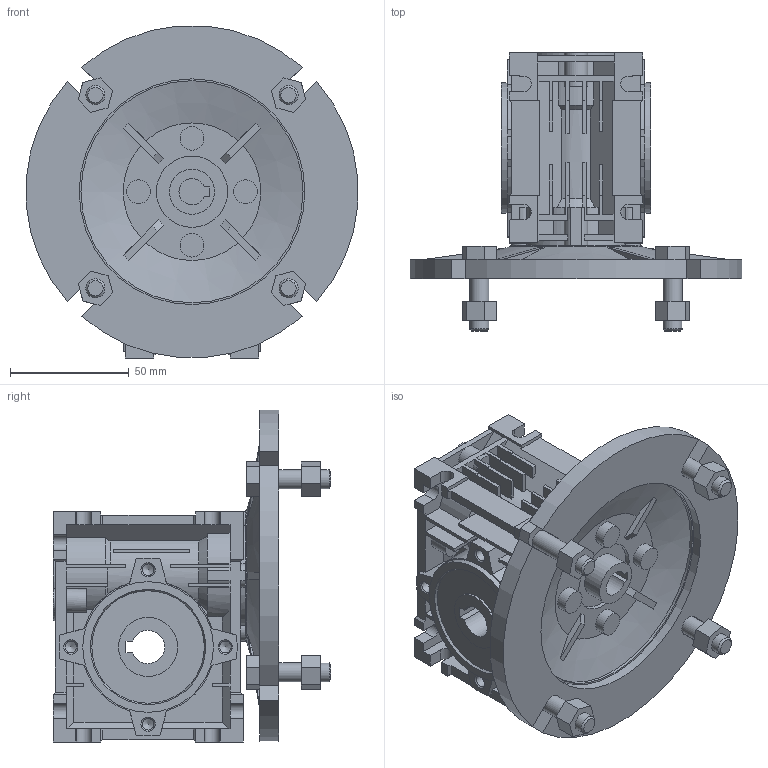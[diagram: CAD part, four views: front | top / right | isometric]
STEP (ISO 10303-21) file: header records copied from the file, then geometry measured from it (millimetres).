
FILE_DESCRIPTION(('STEP AP203'), '1');
FILE_NAME('凎劌膷闉 NMRV 030(63B5)', '', ('UNSPECIFIED'), ('UNSPECIFIED'), 'ASCON STEP Converter 1.3', 'ASCON Math Kernel', '');
FILE_SCHEMA(('CONFIG_CONTROL_DESIGN'));
Length unit declared in the file: millimetre
Products named in the file (5): HI_Gear unit 30; HI_030-14 (63); 8; 9
Assembly tree (4 placements, depth 2):
  (unnamed)
    HI_Gear unit 30
    HI_030-14 (63)
    8
    9
Bounding box: 139.55 x 117 x 139.77 mm (x, y, z)
Volume: 402784 mm3; surface area: 135140.7 mm2
Topology: 4 solids, 11 shells, 769 faces, 2042 edges, 1335 vertices
Faces by surface type: plane 565, cylinder 151, cone 53
Full cylindrical faces by diameter (mm): 4.65 x3, 4.917 x8, 8 x8, 10 x4, 19 x2, 24.8 x2, 30 x2, 37 x1, 38 x1, 55 x3, 93.5 x1, 95 x1
Entity records: 31348 total; most frequent: CARTESIAN_POINT 5963, ORIENTED_EDGE 3946, DIRECTION 3827, EDGE_CURVE 1973, LINE 1439, VECTOR 1439, VERTEX_POINT 1332, AXIS2_PLACEMENT_3D 1194
